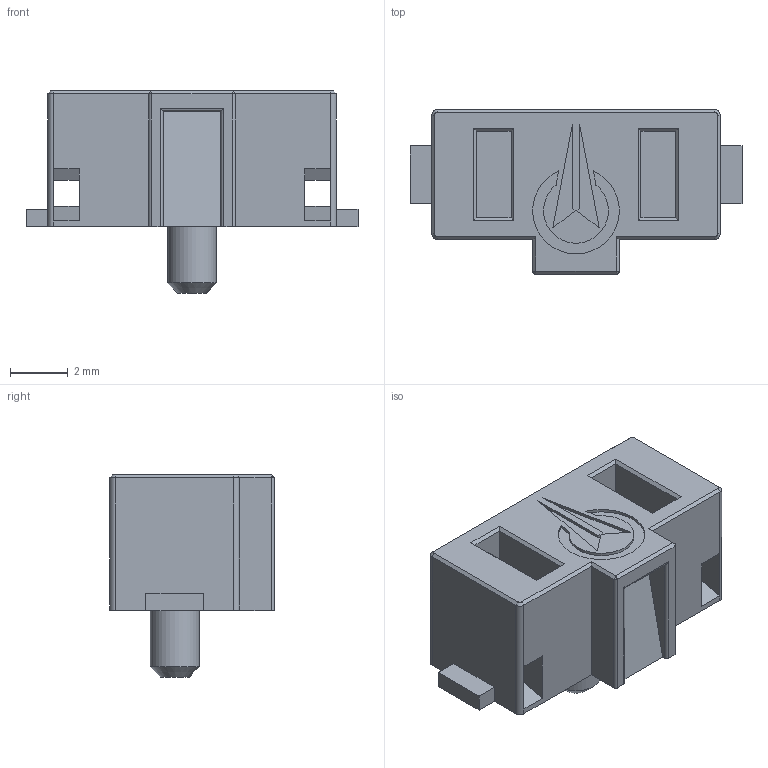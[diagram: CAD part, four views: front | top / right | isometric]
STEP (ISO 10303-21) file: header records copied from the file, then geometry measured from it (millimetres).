
FILE_DESCRIPTION(('FreeCAD Model'),'2;1');
FILE_NAME('Open CASCADE Shape Model','2023-05-22T15:21:13',(''),(''), 'Open CASCADE STEP processor 7.6','FreeCAD','Unknown');
FILE_SCHEMA(('AUTOMOTIVE_DESIGN { 1 0 10303 214 1 1 1 1 }'));
Length unit declared in the file: millimetre
Products named in the file (1): stem_stabilizer
Bounding box: 11.5 x 5.7 x 7 mm (x, y, z)
Volume: 141.8 mm3; surface area: 453.5 mm2
Topology: 1 solids, 1 shells, 99 faces, 249 edges, 153 vertices
Faces by surface type: plane 75, cylinder 17, cone 7
Full cylindrical faces by diameter (mm): 1.7 x1, 4 x1
Entity records: 2908 total; most frequent: CARTESIAN_POINT 500, ORIENTED_EDGE 494, DIRECTION 484, EDGE_CURVE 247, LINE 210, VECTOR 210, VERTEX_POINT 153, AXIS2_PLACEMENT_3D 137
